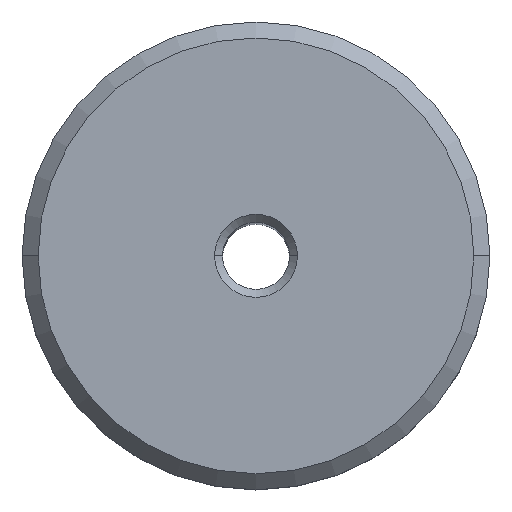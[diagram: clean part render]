
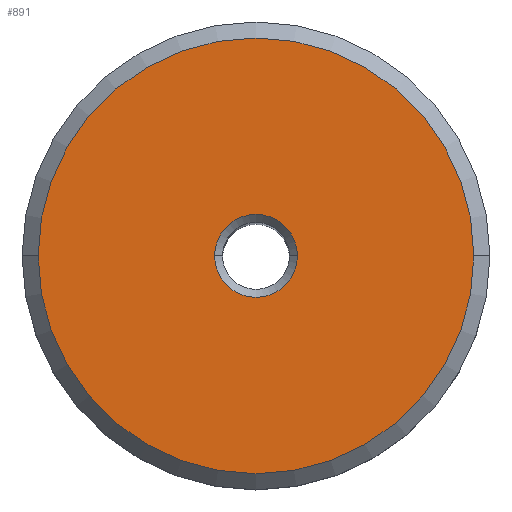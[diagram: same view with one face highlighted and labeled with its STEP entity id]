
A CAD part, top view. The second image highlights one B-rep face of the part: STEP entity #891.
In plain terms, the highlighted planar face has unit normal (0, 0, 1).
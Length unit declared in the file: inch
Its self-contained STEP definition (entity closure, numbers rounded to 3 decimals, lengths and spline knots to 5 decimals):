
#13 = DIRECTION ( 'NONE',  ( -1., 0., 0. ) ) ;
#30 = DIRECTION ( 'NONE',  ( 0., 0., -1. ) ) ;
#33 = CARTESIAN_POINT ( 'NONE',  ( 0., 0., 0. ) ) ;
#99 = VERTEX_POINT ( 'NONE', #953 ) ;
#107 = FACE_BOUND ( 'NONE', #960, .T. ) ;
#130 = EDGE_CURVE ( 'NONE', #232, #875, #234, .T. ) ;
#145 = DIRECTION ( 'NONE',  ( 0., 0., -1. ) ) ;
#187 = DIRECTION ( 'NONE',  ( -1., 0., 0. ) ) ;
#191 = DIRECTION ( 'NONE',  ( -1., 0., 0. ) ) ;
#214 = EDGE_CURVE ( 'NONE', #99, #672, #927, .T. ) ;
#232 = VERTEX_POINT ( 'NONE', #539 ) ;
#234 = CIRCLE ( 'NONE', #373, 0.0775 ) ;
#311 = AXIS2_PLACEMENT_3D ( 'NONE', #1033, #30, #191 ) ;
#313 = ORIENTED_EDGE ( 'NONE', *, *, #214, .T. ) ;
#339 = EDGE_CURVE ( 'NONE', #672, #99, #578, .T. ) ;
#359 = CARTESIAN_POINT ( 'NONE',  ( 0., 0., 0. ) ) ;
#373 = AXIS2_PLACEMENT_3D ( 'NONE', #359, #959, #187 ) ;
#539 = CARTESIAN_POINT ( 'NONE',  ( -0.0775, 0., 0. ) ) ;
#570 = AXIS2_PLACEMENT_3D ( 'NONE', #33, #952, #13 ) ;
#571 = DIRECTION ( 'NONE',  ( -1., 0., 0. ) ) ;
#578 = CIRCLE ( 'NONE', #1102, 0.4075 ) ;
#645 = DIRECTION ( 'NONE',  ( 0., 0., 1. ) ) ;
#672 = VERTEX_POINT ( 'NONE', #1003 ) ;
#682 = EDGE_CURVE ( 'NONE', #875, #232, #999, .T. ) ;
#686 = AXIS2_PLACEMENT_3D ( 'NONE', #897, #145, #902 ) ;
#788 = EDGE_LOOP ( 'NONE', ( #313, #1013 ) ) ;
#845 = CARTESIAN_POINT ( 'NONE',  ( 0.0775, 0., 0. ) ) ;
#875 = VERTEX_POINT ( 'NONE', #845 ) ;
#891 = ADVANCED_FACE ( 'NONE', ( #1009, #107 ), #962, .F. ) ;
#897 = CARTESIAN_POINT ( 'NONE',  ( 0., 0., 0. ) ) ;
#902 = DIRECTION ( 'NONE',  ( -1., 0., 0. ) ) ;
#927 = CIRCLE ( 'NONE', #570, 0.4075 ) ;
#937 = ORIENTED_EDGE ( 'NONE', *, *, #682, .T. ) ;
#952 = DIRECTION ( 'NONE',  ( 0., 0., 1. ) ) ;
#953 = CARTESIAN_POINT ( 'NONE',  ( -0.4075, 0., 0. ) ) ;
#959 = DIRECTION ( 'NONE',  ( 0., 0., -1. ) ) ;
#960 = EDGE_LOOP ( 'NONE', ( #937, #978 ) ) ;
#962 = PLANE ( 'NONE',  #311 ) ;
#978 = ORIENTED_EDGE ( 'NONE', *, *, #130, .T. ) ;
#988 = CARTESIAN_POINT ( 'NONE',  ( 0., 0., 0. ) ) ;
#999 = CIRCLE ( 'NONE', #686, 0.0775 ) ;
#1003 = CARTESIAN_POINT ( 'NONE',  ( 0.4075, 0., 0. ) ) ;
#1009 = FACE_OUTER_BOUND ( 'NONE', #788, .T. ) ;
#1013 = ORIENTED_EDGE ( 'NONE', *, *, #339, .T. ) ;
#1033 = CARTESIAN_POINT ( 'NONE',  ( 0., 0.4375, 0. ) ) ;
#1102 = AXIS2_PLACEMENT_3D ( 'NONE', #988, #645, #571 ) ;
